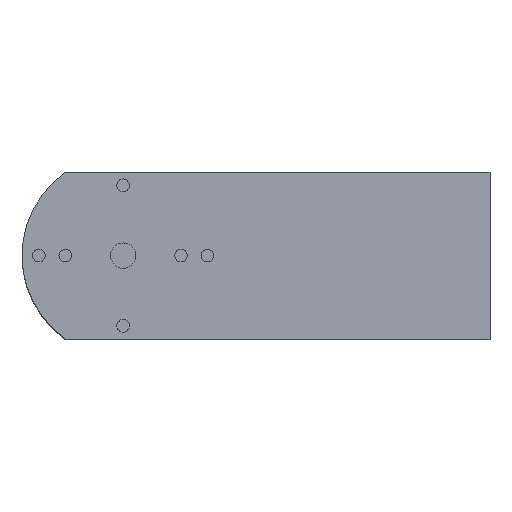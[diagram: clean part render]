
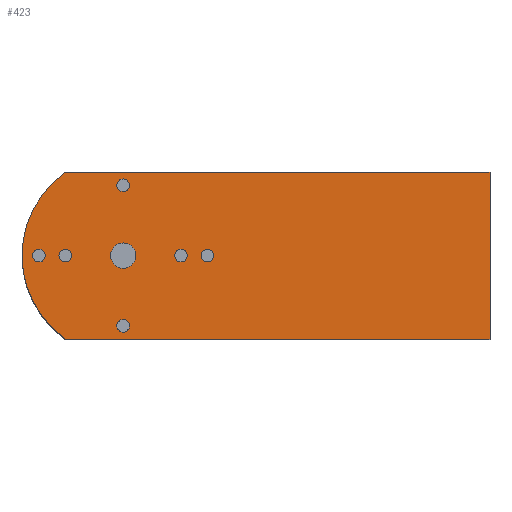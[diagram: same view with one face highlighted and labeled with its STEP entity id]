
A CAD part, top view. The second image highlights one B-rep face of the part: STEP entity #423.
In plain terms, the highlighted planar face has unit normal (0, 0, 1).
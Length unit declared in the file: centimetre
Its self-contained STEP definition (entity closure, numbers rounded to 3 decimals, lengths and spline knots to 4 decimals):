
#18=LINE('',#677,#38);
#19=LINE('',#679,#39);
#20=LINE('',#682,#40);
#38=VECTOR('',#564,1.98);
#39=VECTOR('',#565,5.0307);
#40=VECTOR('',#568,5.0307);
#60=PLANE('',#472);
#80=FACE_BOUND('',#152,.T.);
#81=FACE_BOUND('',#153,.T.);
#82=FACE_BOUND('',#154,.T.);
#83=FACE_BOUND('',#155,.T.);
#84=FACE_BOUND('',#156,.T.);
#85=FACE_BOUND('',#157,.T.);
#86=FACE_BOUND('',#158,.T.);
#115=FACE_OUTER_BOUND('',#151,.T.);
#151=EDGE_LOOP('',(#325,#326,#327,#328));
#152=EDGE_LOOP('',(#329));
#153=EDGE_LOOP('',(#330));
#154=EDGE_LOOP('',(#331));
#155=EDGE_LOOP('',(#332));
#156=EDGE_LOOP('',(#333));
#157=EDGE_LOOP('',(#334));
#158=EDGE_LOOP('',(#335));
#184=CIRCLE('',#437,0.075);
#186=CIRCLE('',#440,0.075);
#188=CIRCLE('',#443,0.075);
#190=CIRCLE('',#446,0.075);
#192=CIRCLE('',#449,0.075);
#194=CIRCLE('',#452,0.075);
#200=CIRCLE('',#461,0.15);
#207=CIRCLE('',#473,1.2);
#212=VERTEX_POINT('',#616);
#214=VERTEX_POINT('',#621);
#216=VERTEX_POINT('',#626);
#218=VERTEX_POINT('',#631);
#220=VERTEX_POINT('',#636);
#222=VERTEX_POINT('',#641);
#228=VERTEX_POINT('',#656);
#235=VERTEX_POINT('',#675);
#236=VERTEX_POINT('',#676);
#237=VERTEX_POINT('',#678);
#238=VERTEX_POINT('',#680);
#252=EDGE_CURVE('',#212,#212,#184,.T.);
#254=EDGE_CURVE('',#214,#214,#186,.T.);
#256=EDGE_CURVE('',#216,#216,#188,.T.);
#258=EDGE_CURVE('',#218,#218,#190,.T.);
#260=EDGE_CURVE('',#220,#220,#192,.T.);
#262=EDGE_CURVE('',#222,#222,#194,.T.);
#268=EDGE_CURVE('',#228,#228,#200,.T.);
#275=EDGE_CURVE('',#235,#236,#18,.T.);
#276=EDGE_CURVE('',#236,#237,#19,.T.);
#277=EDGE_CURVE('',#237,#238,#207,.T.);
#278=EDGE_CURVE('',#238,#235,#20,.T.);
#325=ORIENTED_EDGE('',*,*,#275,.T.);
#326=ORIENTED_EDGE('',*,*,#276,.T.);
#327=ORIENTED_EDGE('',*,*,#277,.T.);
#328=ORIENTED_EDGE('',*,*,#278,.T.);
#329=ORIENTED_EDGE('',*,*,#252,.T.);
#330=ORIENTED_EDGE('',*,*,#254,.T.);
#331=ORIENTED_EDGE('',*,*,#256,.T.);
#332=ORIENTED_EDGE('',*,*,#258,.T.);
#333=ORIENTED_EDGE('',*,*,#260,.T.);
#334=ORIENTED_EDGE('',*,*,#262,.T.);
#335=ORIENTED_EDGE('',*,*,#268,.T.);
#423=ADVANCED_FACE('',(#115,#80,#81,#82,#83,#84,#85,#86),#60,.T.);
#437=AXIS2_PLACEMENT_3D('',#617,#492,#493);
#440=AXIS2_PLACEMENT_3D('',#622,#498,#499);
#443=AXIS2_PLACEMENT_3D('',#627,#504,#505);
#446=AXIS2_PLACEMENT_3D('',#632,#510,#511);
#449=AXIS2_PLACEMENT_3D('',#637,#516,#517);
#452=AXIS2_PLACEMENT_3D('',#642,#522,#523);
#461=AXIS2_PLACEMENT_3D('',#657,#540,#541);
#472=AXIS2_PLACEMENT_3D('',#674,#562,#563);
#473=AXIS2_PLACEMENT_3D('',#681,#566,#567);
#492=DIRECTION('center_axis',(0.,0.,
-1.));
#493=DIRECTION('ref_axis',(-1.,0.,0.));
#498=DIRECTION('center_axis',(0.,0.,
-1.));
#499=DIRECTION('ref_axis',(-1.,0.,0.));
#504=DIRECTION('center_axis',(0.,0.,
-1.));
#505=DIRECTION('ref_axis',(-1.,0.,0.));
#510=DIRECTION('center_axis',(0.,0.,
-1.));
#511=DIRECTION('ref_axis',(-1.,0.,0.));
#516=DIRECTION('center_axis',(0.,0.,
-1.));
#517=DIRECTION('ref_axis',(-1.,0.,0.));
#522=DIRECTION('center_axis',(0.,0.,
-1.));
#523=DIRECTION('ref_axis',(-1.,0.,0.));
#540=DIRECTION('center_axis',(0.,0.,
-1.));
#541=DIRECTION('ref_axis',(-1.,0.,0.));
#562=DIRECTION('center_axis',(0.,0.,
1.));
#563=DIRECTION('ref_axis',(1.,0.,0.));
#564=DIRECTION('',(0.,1.,0.));
#565=DIRECTION('',(-1.,0.,0.));
#566=DIRECTION('center_axis',(0.,0.,
1.));
#567=DIRECTION('ref_axis',(-0.565,0.825,0.));
#568=DIRECTION('',(1.,0.,0.));
#616=CARTESIAN_POINT('',(0.065,6.9934,3.6796));
#617=CARTESIAN_POINT('Origin',(-0.01,6.9934,3.6796));
#621=CARTESIAN_POINT('',(1.065,7.8274,3.6796));
#622=CARTESIAN_POINT('Origin',(0.99,7.8274,3.6796));
#626=CARTESIAN_POINT('',(1.065,6.1594,3.6796));
#627=CARTESIAN_POINT('Origin',(0.99,6.1594,3.6796));
#631=CARTESIAN_POINT('',(0.378,6.9934,3.6796));
#632=CARTESIAN_POINT('Origin',(0.303,6.9934,3.6796));
#636=CARTESIAN_POINT('',(2.065,6.9934,3.6796));
#637=CARTESIAN_POINT('Origin',(1.99,6.9934,3.6796));
#641=CARTESIAN_POINT('',(1.752,6.9934,3.6796));
#642=CARTESIAN_POINT('Origin',(1.677,6.9934,3.6796));
#656=CARTESIAN_POINT('',(1.14,6.9934,3.6796));
#657=CARTESIAN_POINT('Origin',(0.99,6.9934,3.6796));
#674=CARTESIAN_POINT('Origin',(2.5662,6.9934,3.6796));
#675=CARTESIAN_POINT('',(5.3425,6.0034,3.6796));
#676=CARTESIAN_POINT('',(5.3425,7.9834,3.6796));
#677=CARTESIAN_POINT('',(5.3425,6.0034,3.6796));
#678=CARTESIAN_POINT('',(0.3118,7.9834,3.6796));
#679=CARTESIAN_POINT('',(5.3425,7.9834,3.6796));
#680=CARTESIAN_POINT('',(0.3118,6.0034,3.6796));
#681=CARTESIAN_POINT('Origin',(0.99,6.9934,3.6796));
#682=CARTESIAN_POINT('',(0.3118,6.0034,3.6796));
